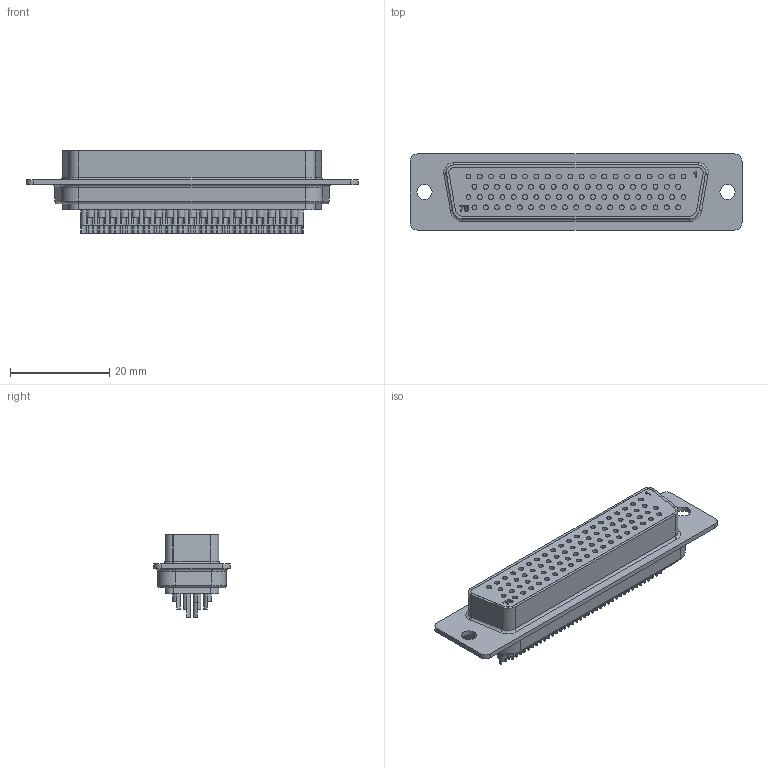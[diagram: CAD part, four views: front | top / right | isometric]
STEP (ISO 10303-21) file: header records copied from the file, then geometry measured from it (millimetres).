
FILE_DESCRIPTION (( 'STEP AP214' ), '1' );
FILE_NAME ('SDH78S.STEP', '2007-11-30T19:28:06', ( ' ' ), ( ' ' ), 'SwSTEP 2.0', 'SolidWorks 2007', '' );
FILE_SCHEMA (( 'AUTOMOTIVE_DESIGN' ));
Length unit declared in the file: inch
Products named in the file (1): SDH78S
Bounding box: 67.06 x 15.37 x 16.69 mm (x, y, z)
Volume: 7717.2 mm3; surface area: 6911.7 mm2
Topology: 1 solids, 1 shells, 1062 faces, 2340 edges, 1445 vertices
Faces by surface type: cylinder 512, plane 509, bspline 21, torus 20
Entity records: 43051 total; most frequent: CARTESIAN_POINT 6077, DIRECTION 5433, ORIENTED_EDGE 4680, EDGE_CURVE 2340, AXIS2_PLACEMENT_3D 2093, VERTEX_POINT 1445, VECTOR 1247, LINE 1247
